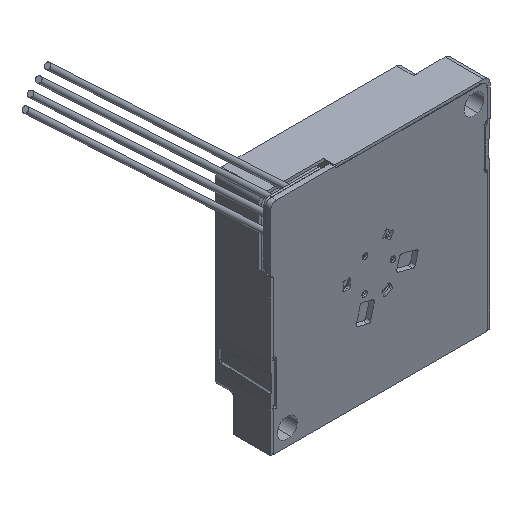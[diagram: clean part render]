
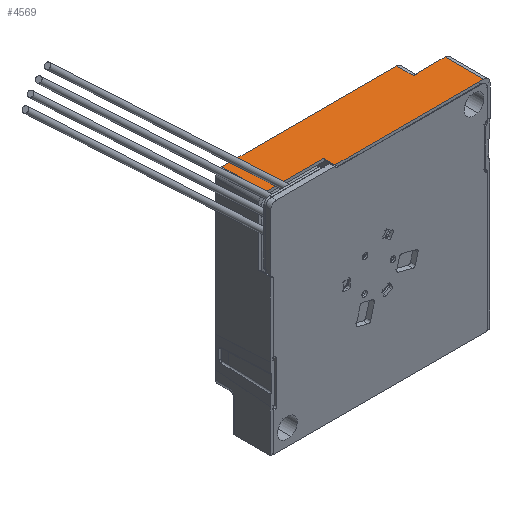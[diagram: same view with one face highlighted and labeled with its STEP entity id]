
A CAD part, isometric view. The second image highlights one B-rep face of the part: STEP entity #4569.
In plain terms, the highlighted planar face has unit normal (0, 0, 1).
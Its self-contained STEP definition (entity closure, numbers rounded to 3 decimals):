
#46=DIRECTION('',(1.,0.,0.));
#47=VECTOR('',#46,13.529);
#48=CARTESIAN_POINT('',(70.531,0.1,-47.341));
#49=LINE('',#48,#47);
#514=DIRECTION('',(-1.,0.,0.));
#515=VECTOR('',#514,15.912);
#516=CARTESIAN_POINT('',(81.149,5.1,-47.341));
#517=LINE('',#516,#515);
#1106=DIRECTION('',(0.,1.,0.));
#1107=VECTOR('',#1106,3.5);
#1108=CARTESIAN_POINT('',(84.06,0.1,
-47.341));
#1109=LINE('',#1108,#1107);
#1168=DIRECTION('',(0.,1.,0.));
#1169=VECTOR('',#1168,1.5);
#1170=CARTESIAN_POINT('',(81.149,3.6,-47.341));
#1171=LINE('',#1170,#1169);
#1172=DIRECTION('',(1.,0.,0.));
#1173=VECTOR('',#1172,2.912);
#1174=CARTESIAN_POINT('',(81.149,3.6,-47.341));
#1175=LINE('',#1174,#1173);
#1176=DIRECTION('',(0.,1.,0.));
#1177=VECTOR('',#1176,1.044);
#1178=CARTESIAN_POINT('',(70.531,0.1,
-47.341));
#1179=LINE('',#1178,#1177);
#1541=DIRECTION('',(0.,-1.,0.));
#1542=VECTOR('',#1541,3.956);
#1543=CARTESIAN_POINT('',(65.237,5.1,-47.341));
#1544=LINE('',#1543,#1542);
#1554=DIRECTION('',(1.,0.,0.));
#1555=VECTOR('',#1554,5.294);
#1556=CARTESIAN_POINT('',(65.237,1.144,-47.341));
#1557=LINE('',#1556,#1555);
#2820=CARTESIAN_POINT('',(70.531,0.1,
-47.341));
#2821=VERTEX_POINT('',#2820);
#2822=CARTESIAN_POINT('',(84.06,0.1,
-47.341));
#2823=VERTEX_POINT('',#2822);
#3091=CARTESIAN_POINT('',(81.149,5.1,-47.341));
#3092=VERTEX_POINT('',#3091);
#3093=CARTESIAN_POINT('',(65.237,5.1,-47.341));
#3094=VERTEX_POINT('',#3093);
#3308=CARTESIAN_POINT('',(84.06,3.6,-47.341));
#3309=VERTEX_POINT('',#3308);
#3318=CARTESIAN_POINT('',(81.149,3.6,-47.341));
#3319=VERTEX_POINT('',#3318);
#3324=CARTESIAN_POINT('',(70.531,1.144,-47.341));
#3325=VERTEX_POINT('',#3324);
#3326=CARTESIAN_POINT('',(65.237,1.144,-47.341));
#3327=VERTEX_POINT('',#3326);
#4551=CARTESIAN_POINT('',(64.649,0.1,
-47.341));
#4552=DIRECTION('',(0.,0.,1.));
#4553=DIRECTION('',(1.,0.,0.));
#4554=AXIS2_PLACEMENT_3D('',#4551,#4552,#4553);
#4555=PLANE('',#4554);
#4556=ORIENTED_EDGE('',*,*,#4112,.F.);
#4557=ORIENTED_EDGE('',*,*,#4545,.F.);
#4558=ORIENTED_EDGE('',*,*,#4473,.T.);
#4559=ORIENTED_EDGE('',*,*,#4453,.F.);
#4560=ORIENTED_EDGE('',*,*,#3677,.F.);
#4562=ORIENTED_EDGE('',*,*,#4561,.T.);
#4564=ORIENTED_EDGE('',*,*,#4563,.F.);
#4566=ORIENTED_EDGE('',*,*,#4565,.F.);
#4567=EDGE_LOOP('',(#4556,#4557,#4558,#4559,#4560,#4562,#4564,#4566));
#4568=FACE_OUTER_BOUND('',#4567,.F.);
#4569=ADVANCED_FACE('',(#4568),#4555,.T.);
#3677=EDGE_CURVE('',#2821,#2823,#49,.T.);
#4112=EDGE_CURVE('',#3092,#3094,#517,.T.);
#4453=EDGE_CURVE('',#2823,#3309,#1109,.T.);
#4473=EDGE_CURVE('',#3319,#3309,#1175,.T.);
#4545=EDGE_CURVE('',#3319,#3092,#1171,.T.);
#4561=EDGE_CURVE('',#2821,#3325,#1179,.T.);
#4563=EDGE_CURVE('',#3327,#3325,#1557,.T.);
#4565=EDGE_CURVE('',#3094,#3327,#1544,.T.);
